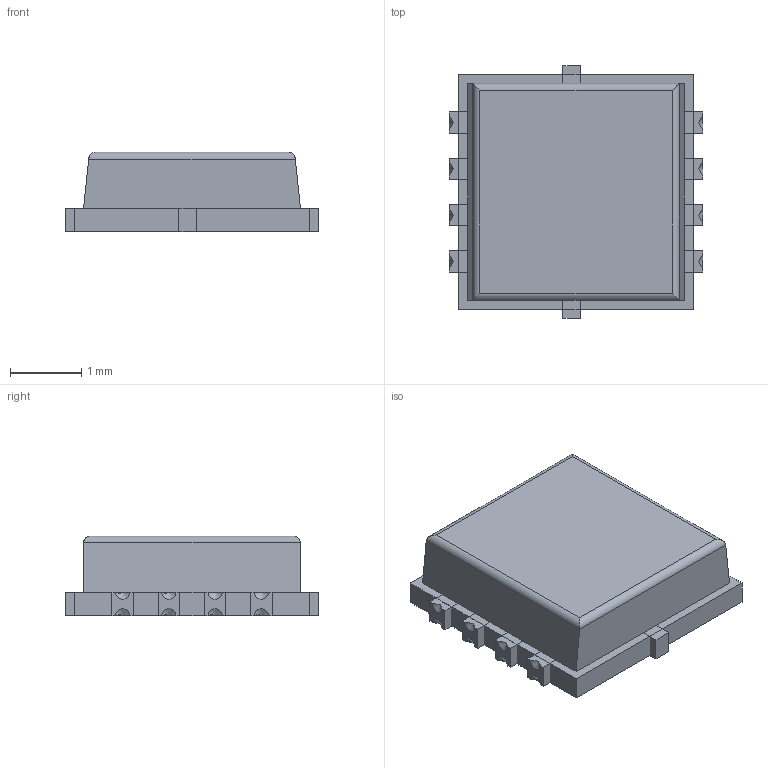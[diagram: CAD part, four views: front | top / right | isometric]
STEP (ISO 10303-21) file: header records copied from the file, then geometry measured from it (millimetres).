
FILE_DESCRIPTION(/* description */ (''),/* implementation_level */ '2;1');
FILE_NAME(/* name */ 'Vishay SQS481ENW-T1_GE3.stp',/* time_stamp */ '2019-04-24T00:41:26+02:00',/* author */ ('BMT'),/* organization */ (''),/* preprocessor_version */ 'ST-DEVELOPER v16.5',/* originating_system */ 'Autodesk Inventor 2017',/* authorisation */ '');
FILE_SCHEMA (('AUTOMOTIVE_DESIGN { 1 0 10303 214 3 1 1 }'));
Length unit declared in the file: millimetre
Products named in the file (4): Vishay SQS481ENW-T1_GE3; Vishay SQS481ENW-T1_GE31; Vishay SQS481ENW-T1_GE3 2; Vishay SQS481ENW-T1_GE3 2_1
Assembly tree (3 placements, depth 2):
  Vishay SQS481ENW-T1_GE3
    Vishay SQS481ENW-T1_GE31
    Vishay SQS481ENW-T1_GE3 2
    Vishay SQS481ENW-T1_GE3 2_1
Bounding box: 3.56 x 3.55 x 1.12 mm (x, y, z)
Volume: 12.3 mm3; surface area: 51.5 mm2
Topology: 6 solids, 6 shells, 239 faces, 687 edges, 470 vertices
Faces by surface type: plane 137, bspline 82, cone 16, cylinder 4
Entity records: 8458 total; most frequent: CARTESIAN_POINT 2640, ORIENTED_EDGE 1316, DIRECTION 887, EDGE_CURVE 658, LINE 483, VECTOR 483, VERTEX_POINT 444, EDGE_LOOP 252
